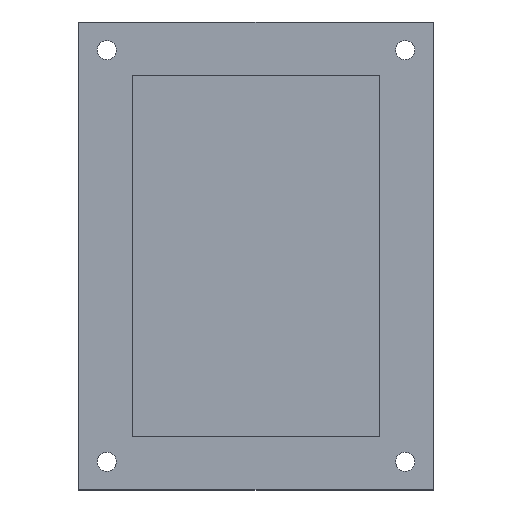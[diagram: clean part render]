
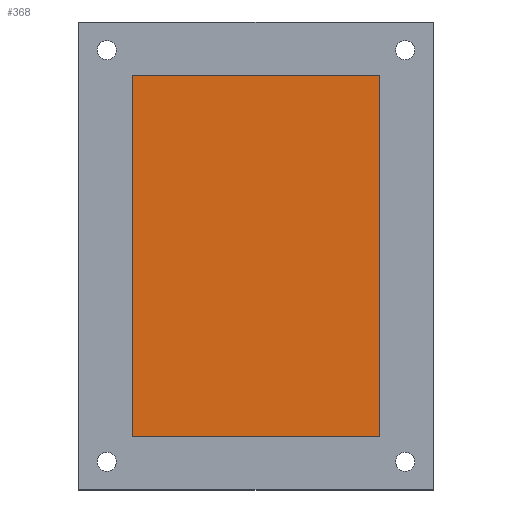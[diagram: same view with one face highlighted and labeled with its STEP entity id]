
A CAD part, top view. The second image highlights one B-rep face of the part: STEP entity #368.
In plain terms, the highlighted planar face has unit normal (0, 0, 1).
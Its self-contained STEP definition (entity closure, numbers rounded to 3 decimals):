
#54=FACE_OUTER_BOUND('',#82,.T.);
#82=EDGE_LOOP('',(#271,#272,#273,#274));
#120=LINE('',#584,#152);
#122=LINE('',#589,#154);
#123=LINE('',#590,#155);
#124=LINE('',#591,#156);
#152=VECTOR('',#465,10.);
#154=VECTOR('',#469,10.);
#155=VECTOR('',#470,10.);
#156=VECTOR('',#471,10.);
#187=VERTEX_POINT('',#581);
#188=VERTEX_POINT('',#583);
#189=VERTEX_POINT('',#587);
#190=VERTEX_POINT('',#588);
#220=EDGE_CURVE('',#187,#188,#120,.T.);
#222=EDGE_CURVE('',#189,#190,#122,.T.);
#223=EDGE_CURVE('',#188,#189,#123,.T.);
#224=EDGE_CURVE('',#190,#187,#124,.T.);
#271=ORIENTED_EDGE('',*,*,#222,.F.);
#272=ORIENTED_EDGE('',*,*,#223,.F.);
#273=ORIENTED_EDGE('',*,*,#220,.F.);
#274=ORIENTED_EDGE('',*,*,#224,.F.);
#353=PLANE('',#409);
#368=ADVANCED_FACE('',(#54),#353,.T.);
#409=AXIS2_PLACEMENT_3D('',#586,#467,#468);
#465=DIRECTION('',(1.,0.,0.));
#467=DIRECTION('center_axis',(0.,0.,1.));
#468=DIRECTION('ref_axis',(1.,0.,0.));
#469=DIRECTION('',(-1.,0.,0.));
#470=DIRECTION('',(0.,-1.,0.));
#471=DIRECTION('',(0.,1.,0.));
#581=CARTESIAN_POINT('',(9.5,73.6,3.));
#583=CARTESIAN_POINT('',(53.5,73.6,3.));
#584=CARTESIAN_POINT('',(20.5,73.6,3.));
#586=CARTESIAN_POINT('Origin',(31.5,41.55,3.));
#587=CARTESIAN_POINT('',(53.5,9.5,3.));
#588=CARTESIAN_POINT('',(9.5,9.5,3.));
#589=CARTESIAN_POINT('',(42.5,9.5,3.));
#590=CARTESIAN_POINT('',(53.5,57.575,3.));
#591=CARTESIAN_POINT('',(9.5,25.525,3.));
